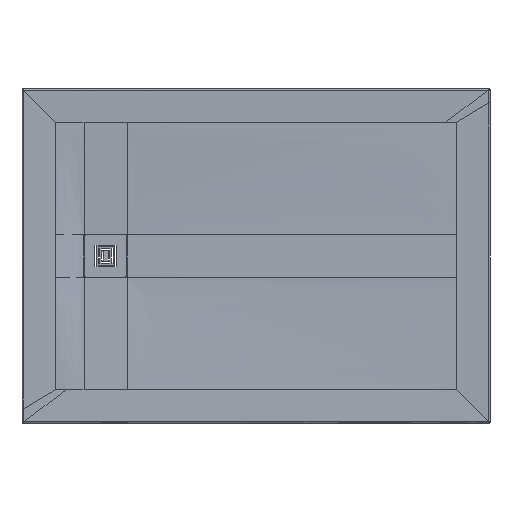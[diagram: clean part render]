
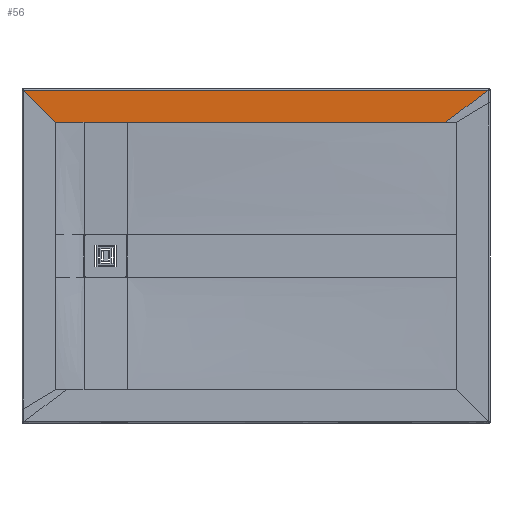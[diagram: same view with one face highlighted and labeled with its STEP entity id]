
A CAD part, top view. The second image highlights one B-rep face of the part: STEP entity #56.
In plain terms, the highlighted planar face has unit normal (0, -0.025, 1).
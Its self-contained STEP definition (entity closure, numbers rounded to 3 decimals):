
#56=ADVANCED_FACE('',(#174),#1955,.T.);
#174=FACE_OUTER_BOUND('',#292,.T.);
#292=EDGE_LOOP('',(#490,#491,#492,#493,#494,#495,#496));
#490=ORIENTED_EDGE('',*,*,#1083,.F.);
#491=ORIENTED_EDGE('',*,*,#1085,.F.);
#492=ORIENTED_EDGE('',*,*,#1084,.T.);
#493=ORIENTED_EDGE('',*,*,#1076,.T.);
#494=ORIENTED_EDGE('',*,*,#1058,.T.);
#495=ORIENTED_EDGE('',*,*,#1081,.T.);
#496=ORIENTED_EDGE('',*,*,#1086,.T.);
#1058=EDGE_CURVE('',#1702,#1703,#1401,.T.);
#1076=EDGE_CURVE('',#1715,#1702,#1418,.T.);
#1081=EDGE_CURVE('',#1703,#1716,#1423,.T.);
#1083=EDGE_CURVE('',#1717,#1718,#1424,.T.);
#1084=EDGE_CURVE('',#1719,#1715,#1425,.T.);
#1085=EDGE_CURVE('',#1719,#1717,#1426,.T.);
#1086=EDGE_CURVE('',#1716,#1718,#1427,.T.);
#1401=B_SPLINE_CURVE_WITH_KNOTS('',5,(#6659,#6660,#6661,#6662,#6663,#6664),
 .UNSPECIFIED.,.F.,.F.,(6,6),(-118.774,-3.09),
 .UNSPECIFIED.);
#1418=B_SPLINE_CURVE_WITH_KNOTS('',5,(#6842,#6843,#6844,#6845,#6846,#6847),
 .UNSPECIFIED.,.F.,.F.,(6,6),(-407.13,643.809),
 .UNSPECIFIED.);
#1423=B_SPLINE_CURVE_WITH_KNOTS('',5,(#6903,#6904,#6905,#6906,#6907,#6908),
 .UNSPECIFIED.,.F.,.F.,(6,6),(0.,1287.309),
 .UNSPECIFIED.);
#1424=B_SPLINE_CURVE_WITH_KNOTS('',5,(#6912,#6913,#6914,#6915,#6916,#6917),
 .UNSPECIFIED.,.F.,.F.,(6,6),(-118.774,-3.193),
 .UNSPECIFIED.);
#1425=B_SPLINE_CURVE_WITH_KNOTS('',1,(#6918,#6919),.UNSPECIFIED.,.F.,.F.,
(2,2),(0.,129.),.UNSPECIFIED.);
#1426=B_SPLINE_CURVE_WITH_KNOTS('',5,(#6920,#6921,#6922,#6923,#6924,#6925),
 .UNSPECIFIED.,.F.,.F.,(6,6),(0.,99.502),.UNSPECIFIED.);
#1427=B_SPLINE_CURVE_WITH_KNOTS('',5,(#6926,#6927,#6928,#6929,#6930,#6931,
#6932,#6933,#6934),.UNSPECIFIED.,.F.,.F.,(6,3,6),(7.168,8.292,
9.201),.UNSPECIFIED.);
#1702=VERTEX_POINT('',#6460);
#1703=VERTEX_POINT('',#6461);
#1715=VERTEX_POINT('',#6473);
#1716=VERTEX_POINT('',#6474);
#1717=VERTEX_POINT('',#6475);
#1718=VERTEX_POINT('',#6476);
#1719=VERTEX_POINT('',#6477);
#1955=PLANE('',#2029);
#2029=AXIS2_PLACEMENT_3D('',#4762,#2087,$);
#2087=DIRECTION('',(0.,-0.025,1.));
#4762=CARTESIAN_POINT('',(698.95,499.163,15.043));
#6460=CARTESIAN_POINT('',(566.959,400.213,12.543));
#6461=CARTESIAN_POINT('',(695.516,496.589,14.978));
#6473=CARTESIAN_POINT('',(-385.5,400.213,12.543));
#6474=CARTESIAN_POINT('',(-696.042,496.589,14.978));
#6475=CARTESIAN_POINT('',(-600.,400.213,12.543));
#6476=CARTESIAN_POINT('',(-696.29,496.503,14.976));
#6477=CARTESIAN_POINT('',(-514.5,400.213,12.543));
#6659=CARTESIAN_POINT('',(566.959,400.213,12.543));
#6660=CARTESIAN_POINT('',(592.67,419.488,13.03));
#6661=CARTESIAN_POINT('',(618.382,438.763,13.517));
#6662=CARTESIAN_POINT('',(644.093,458.038,14.004));
#6663=CARTESIAN_POINT('',(669.805,477.314,14.491));
#6664=CARTESIAN_POINT('',(695.516,496.589,14.978));
#6842=CARTESIAN_POINT('',(-385.5,400.213,12.543));
#6843=CARTESIAN_POINT('',(-195.008,400.213,12.543));
#6844=CARTESIAN_POINT('',(-4.516,400.213,12.543));
#6845=CARTESIAN_POINT('',(185.975,400.213,12.543));
#6846=CARTESIAN_POINT('',(376.467,400.213,12.543));
#6847=CARTESIAN_POINT('',(566.959,400.213,12.543));
#6903=CARTESIAN_POINT('',(695.516,496.589,14.978));
#6904=CARTESIAN_POINT('',(417.205,496.589,14.978));
#6905=CARTESIAN_POINT('',(138.893,496.589,14.978));
#6906=CARTESIAN_POINT('',(-139.419,496.589,14.978));
#6907=CARTESIAN_POINT('',(-417.73,496.589,14.978));
#6908=CARTESIAN_POINT('',(-696.042,496.589,14.978));
#6912=CARTESIAN_POINT('',(-600.,400.213,12.543));
#6913=CARTESIAN_POINT('',(-619.258,419.471,13.029));
#6914=CARTESIAN_POINT('',(-638.516,438.729,13.516));
#6915=CARTESIAN_POINT('',(-657.774,457.987,14.002));
#6916=CARTESIAN_POINT('',(-677.032,477.245,14.489));
#6917=CARTESIAN_POINT('',(-696.29,496.503,14.976));
#6918=CARTESIAN_POINT('',(-514.5,400.213,12.543));
#6919=CARTESIAN_POINT('',(-385.5,400.213,12.543));
#6920=CARTESIAN_POINT('',(-514.5,400.213,12.543));
#6921=CARTESIAN_POINT('',(-531.6,400.213,12.543));
#6922=CARTESIAN_POINT('',(-548.7,400.213,12.543));
#6923=CARTESIAN_POINT('',(-565.8,400.213,12.543));
#6924=CARTESIAN_POINT('',(-582.9,400.213,12.543));
#6925=CARTESIAN_POINT('',(-600.,400.213,12.543));
#6926=CARTESIAN_POINT('',(-696.042,496.589,14.978));
#6927=CARTESIAN_POINT('',(-696.072,496.589,14.978));
#6928=CARTESIAN_POINT('',(-696.101,496.586,14.978));
#6929=CARTESIAN_POINT('',(-696.131,496.581,14.978));
#6930=CARTESIAN_POINT('',(-696.183,496.566,14.977));
#6931=CARTESIAN_POINT('',(-696.231,496.543,14.977));
#6932=CARTESIAN_POINT('',(-696.252,496.531,14.976));
#6933=CARTESIAN_POINT('',(-696.271,496.517,14.976));
#6934=CARTESIAN_POINT('',(-696.29,496.503,14.976));
